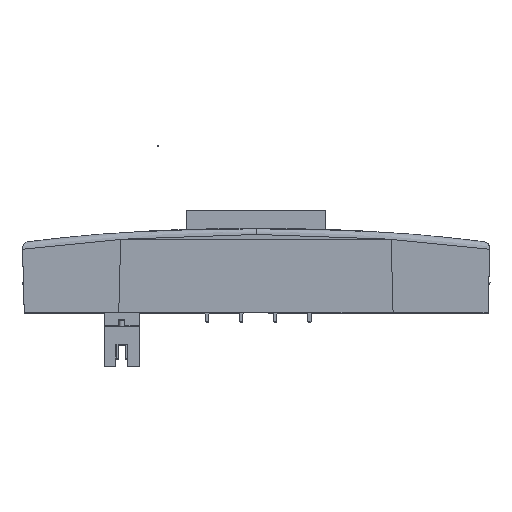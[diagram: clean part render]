
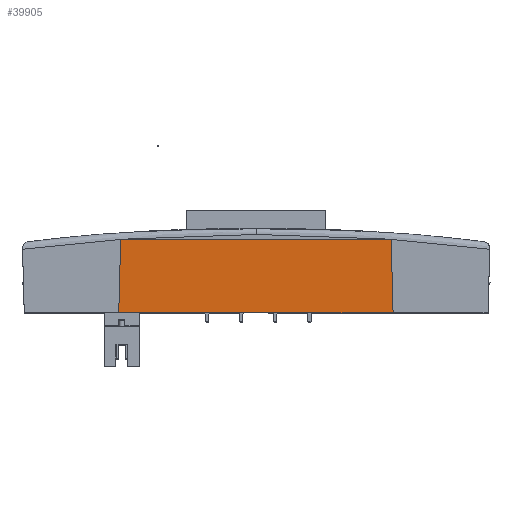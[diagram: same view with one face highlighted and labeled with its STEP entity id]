
A CAD part, top view. The second image highlights one B-rep face of the part: STEP entity #39905.
In plain terms, the highlighted planar face has unit normal (0, -0.026, 1).
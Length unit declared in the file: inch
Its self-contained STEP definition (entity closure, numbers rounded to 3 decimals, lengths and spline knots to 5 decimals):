
#184 = VECTOR ( 'NONE', #17977, 39.37008 ) ;
#2397 = VECTOR ( 'NONE', #26120, 39.37008 ) ;
#3209 = DIRECTION ( 'NONE',  ( 0.026, 0.999, 0.026 ) ) ;
#6573 = CARTESIAN_POINT ( 'NONE',  ( -0.80843, 0.85035, 0.39245 ) ) ;
#8786 = CARTESIAN_POINT ( 'NONE',  ( 0.78306, 0.85035, 0.39245 ) ) ;
#8892 = CARTESIAN_POINT ( 'NONE',  ( -0.81977, 0.41728, 0.38111 ) ) ;
#9319 = CARTESIAN_POINT ( 'NONE',  ( -0.81977, 0.41728, 0.38111 ) ) ;
#11618 = CARTESIAN_POINT ( 'NONE',  ( -0.81977, 0.85035, 0.39245 ) ) ;
#13792 = EDGE_CURVE ( 'NONE', #51896, #22913, #42641, .T. ) ;
#15557 = CARTESIAN_POINT ( 'NONE',  ( -0.01154, 0.41728, 0.38111 ) ) ;
#16323 = ORIENTED_EDGE ( 'NONE', *, *, #13792, .F. ) ;
#17977 = DIRECTION ( 'NONE',  ( 1., 0., 0. ) ) ;
#22913 = VERTEX_POINT ( 'NONE', #6573 ) ;
#26120 = DIRECTION ( 'NONE',  ( 0.026, -0.999, -0.026 ) ) ;
#26230 = PLANE ( 'NONE',  #57794 ) ;
#30295 = EDGE_LOOP ( 'NONE', ( #48230, #36832, #16323, #75422 ) ) ;
#31671 = VECTOR ( 'NONE', #3209, 39.37008 ) ;
#32322 = DIRECTION ( 'NONE',  ( 0., 1., 0.026 ) ) ;
#35923 = CARTESIAN_POINT ( 'NONE',  ( -0.81977, 0.41728, 0.38111 ) ) ;
#36120 = LINE ( 'NONE', #8786, #2397 ) ;
#36832 = ORIENTED_EDGE ( 'NONE', *, *, #62263, .F. ) ;
#39905 = ADVANCED_FACE ( 'NONE', ( #45671 ), #26230, .F. ) ;
#42641 = LINE ( 'NONE', #9319, #31671 ) ;
#43501 = CARTESIAN_POINT ( 'NONE',  ( 0.7944, 0.41728, 0.38111 ) ) ;
#43702 = VERTEX_POINT ( 'NONE', #70121 ) ;
#45626 = VERTEX_POINT ( 'NONE', #43501 ) ;
#45671 = FACE_OUTER_BOUND ( 'NONE', #30295, .T. ) ;
#48230 = ORIENTED_EDGE ( 'NONE', *, *, #57418, .F. ) ;
#49603 = DIRECTION ( 'NONE',  ( 0., 0.026, -1. ) ) ;
#51146 = DIRECTION ( 'NONE',  ( -1., 0., 0. ) ) ;
#51896 = VERTEX_POINT ( 'NONE', #35923 ) ;
#57418 = EDGE_CURVE ( 'NONE', #43702, #45626, #36120, .T. ) ;
#57794 = AXIS2_PLACEMENT_3D ( 'NONE', #8892, #49603, #32322 ) ;
#62263 = EDGE_CURVE ( 'NONE', #22913, #43702, #68580, .T. ) ;
#68580 = LINE ( 'NONE', #11618, #184 ) ;
#69706 = EDGE_CURVE ( 'NONE', #45626, #51896, #73849, .T. ) ;
#70121 = CARTESIAN_POINT ( 'NONE',  ( 0.78306, 0.85035, 0.39245 ) ) ;
#70171 = VECTOR ( 'NONE', #51146, 39.37008 ) ;
#73849 = LINE ( 'NONE', #15557, #70171 ) ;
#75422 = ORIENTED_EDGE ( 'NONE', *, *, #69706, .F. ) ;
